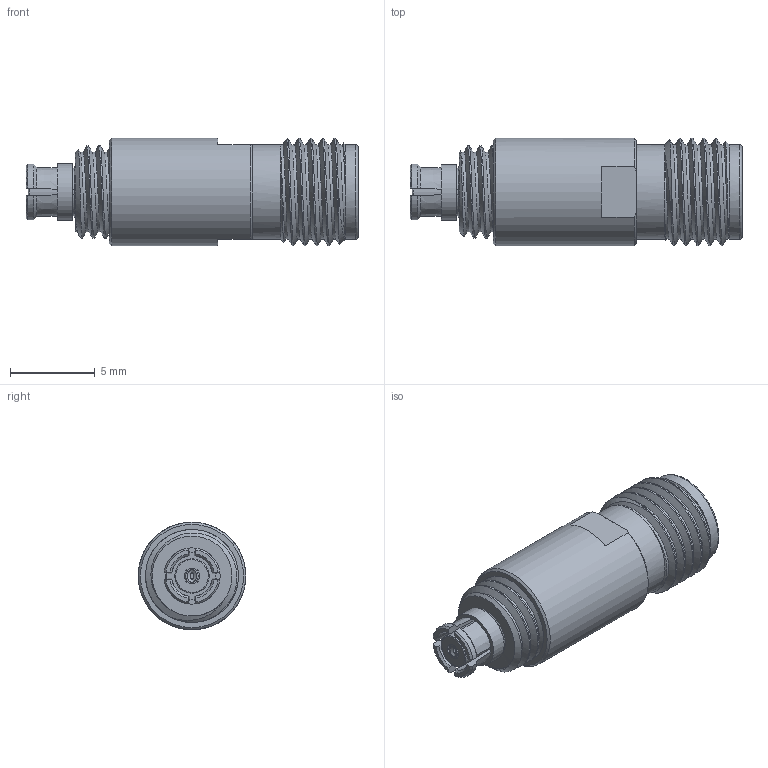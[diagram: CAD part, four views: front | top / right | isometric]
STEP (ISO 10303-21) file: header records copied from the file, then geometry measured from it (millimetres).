
FILE_DESCRIPTION (( 'STEP AP203' ), '1' );
FILE_NAME ('PE91060 ¦ SM8852.step', '2020-03-12T17:42:26', ( '' ), ( '' ), 'SwSTEP 2.0', 'SolidWorks 2018', '' );
FILE_SCHEMA (( 'CONFIG_CONTROL_DESIGN' ));
Length unit declared in the file: inch
Products named in the file (1): PE91060 ｦ SM8852
Bounding box: 19.61 x 6.35 x 6.35 mm (x, y, z)
Volume: 434.1 mm3; surface area: 587.7 mm2
Topology: 1 solids, 3 shells, 132 faces, 372 edges, 254 vertices
Faces by surface type: plane 46, cylinder 30, cone 28, bspline 27, torus 1
Full cylindrical faces by diameter (mm): 0.927 x1, 0.94 x1, 1.194 x1, 2.032 x1, 2.92 x1, 4.572 x1, 5.582 x2, 6.35 x1
Entity records: 7221 total; most frequent: CARTESIAN_POINT 4201, ORIENTED_EDGE 704, DIRECTION 493, EDGE_CURVE 352, VERTEX_POINT 248, AXIS2_PLACEMENT_3D 204, EDGE_LOOP 160, FACE_OUTER_BOUND 144
